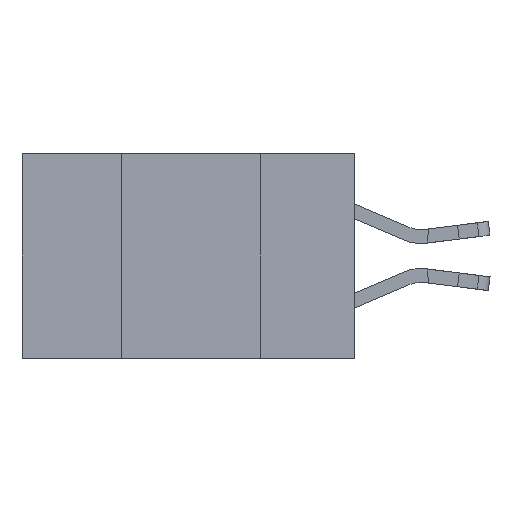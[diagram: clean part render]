
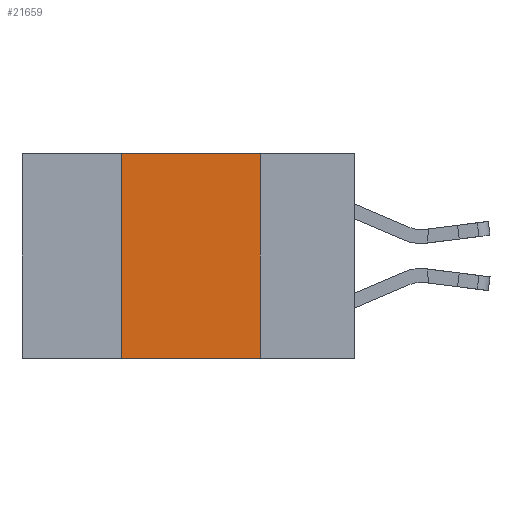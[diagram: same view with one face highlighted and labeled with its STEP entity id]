
A CAD part, left-side view. The second image highlights one B-rep face of the part: STEP entity #21659.
In plain terms, the highlighted planar face has unit normal (-1, 0, 0).
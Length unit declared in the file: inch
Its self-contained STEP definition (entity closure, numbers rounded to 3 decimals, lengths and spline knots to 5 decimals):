
#1098 = DIRECTION ( 'NONE',  ( 0., -1., 0. ) ) ;
#2687 = DIRECTION ( 'NONE',  ( 0., 0., -1. ) ) ;
#2909 = ORIENTED_EDGE ( 'NONE', *, *, #26777, .F. ) ;
#3721 = CARTESIAN_POINT ( 'NONE',  ( 0., 0.42, 0. ) ) ;
#3849 = CARTESIAN_POINT ( 'NONE',  ( 0., 0.6, 0. ) ) ;
#5363 = VECTOR ( 'NONE', #9130, 39.37008 ) ;
#5881 = VECTOR ( 'NONE', #1098, 39.37008 ) ;
#6365 = VECTOR ( 'NONE', #2687, 39.37008 ) ;
#6406 = EDGE_CURVE ( 'NONE', #20881, #8319, #20849, .T. ) ;
#8319 = VERTEX_POINT ( 'NONE', #3721 ) ;
#9130 = DIRECTION ( 'NONE',  ( 0., 0., 1. ) ) ;
#9291 = CARTESIAN_POINT ( 'NONE',  ( 0., 0.6, 0. ) ) ;
#9770 = ORIENTED_EDGE ( 'NONE', *, *, #21224, .T. ) ;
#11609 = LINE ( 'NONE', #14365, #5881 ) ;
#11661 = PLANE ( 'NONE',  #25855 ) ;
#11754 = EDGE_CURVE ( 'NONE', #23626, #18698, #12108, .T. ) ;
#12108 = LINE ( 'NONE', #21745, #6365 ) ;
#13651 = ORIENTED_EDGE ( 'NONE', *, *, #6406, .F. ) ;
#13946 = DIRECTION ( 'NONE',  ( 1., 0., 0. ) ) ;
#14365 = CARTESIAN_POINT ( 'NONE',  ( 0., 0.6, -0.37 ) ) ;
#17670 = FACE_OUTER_BOUND ( 'NONE', #24718, .T. ) ;
#18698 = VERTEX_POINT ( 'NONE', #25376 ) ;
#18885 = DIRECTION ( 'NONE',  ( 0., -1., 0. ) ) ;
#18961 = CARTESIAN_POINT ( 'NONE',  ( 0., 0.42, -0.37 ) ) ;
#19589 = LINE ( 'NONE', #3849, #26907 ) ;
#20734 = ORIENTED_EDGE ( 'NONE', *, *, #11754, .F. ) ;
#20849 = LINE ( 'NONE', #26486, #5363 ) ;
#20881 = VERTEX_POINT ( 'NONE', #18961 ) ;
#21224 = EDGE_CURVE ( 'NONE', #20881, #18698, #11609, .T. ) ;
#21659 = ADVANCED_FACE ( 'NONE', ( #17670 ), #11661, .F. ) ;
#21745 = CARTESIAN_POINT ( 'NONE',  ( 0., 0.17, 0. ) ) ;
#22497 = CARTESIAN_POINT ( 'NONE',  ( 0., 0.17, 0. ) ) ;
#23626 = VERTEX_POINT ( 'NONE', #22497 ) ;
#24318 = DIRECTION ( 'NONE',  ( 0., 0., -1. ) ) ;
#24718 = EDGE_LOOP ( 'NONE', ( #20734, #2909, #13651, #9770 ) ) ;
#25376 = CARTESIAN_POINT ( 'NONE',  ( 0., 0.17, -0.37 ) ) ;
#25855 = AXIS2_PLACEMENT_3D ( 'NONE', #9291, #13946, #24318 ) ;
#26486 = CARTESIAN_POINT ( 'NONE',  ( 0., 0.42, 0. ) ) ;
#26777 = EDGE_CURVE ( 'NONE', #8319, #23626, #19589, .T. ) ;
#26907 = VECTOR ( 'NONE', #18885, 39.37008 ) ;
